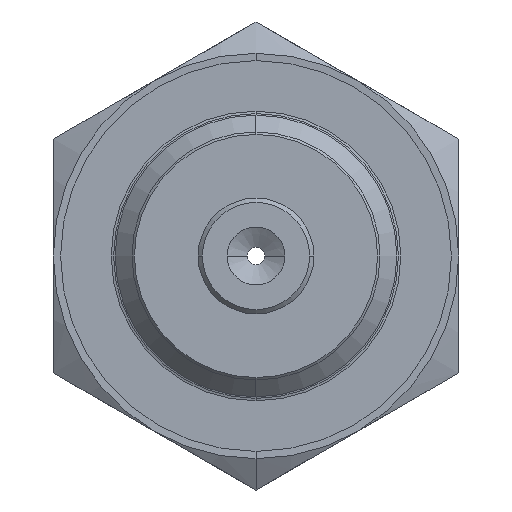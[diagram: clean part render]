
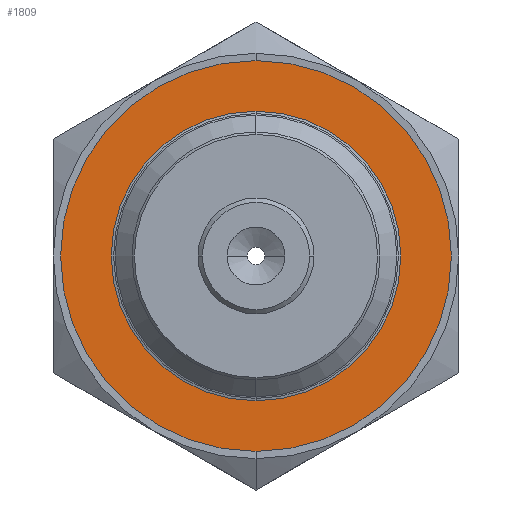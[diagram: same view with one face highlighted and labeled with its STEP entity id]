
A CAD part, left-side view. The second image highlights one B-rep face of the part: STEP entity #1809.
In plain terms, the highlighted face is planar.
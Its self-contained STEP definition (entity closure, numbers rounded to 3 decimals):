
#1704=CARTESIAN_POINT('',(0.,1.5,0.));
#1705=DIRECTION('',(0.,-1.,0.));
#1706=DIRECTION('',(0.,0.,-1.));
#1707=AXIS2_PLACEMENT_3D('',#1704,#1705,#1706);
#1709=CARTESIAN_POINT('',(0.,1.5,0.));
#1710=DIRECTION('',(0.,-1.,0.));
#1711=DIRECTION('',(0.,0.,1.));
#1712=AXIS2_PLACEMENT_3D('',#1709,#1710,#1711);
#1714=CARTESIAN_POINT('',(0.,1.5,0.));
#1715=DIRECTION('',(0.,1.,0.));
#1716=DIRECTION('',(0.,0.,-1.));
#1717=AXIS2_PLACEMENT_3D('',#1714,#1715,#1716);
#1719=CARTESIAN_POINT('',(0.,1.5,0.));
#1720=DIRECTION('',(0.,1.,0.));
#1721=DIRECTION('',(0.,0.,1.));
#1722=AXIS2_PLACEMENT_3D('',#1719,#1720,#1721);
#1740=CARTESIAN_POINT('',(0.,1.5,-5.));
#1741=CARTESIAN_POINT('',(0.,1.5,5.));
#1742=VERTEX_POINT('',#1740);
#1743=VERTEX_POINT('',#1741);
#1744=CARTESIAN_POINT('',(0.,1.5,-6.75));
#1745=CARTESIAN_POINT('',(0.,1.5,6.75));
#1746=VERTEX_POINT('',#1744);
#1747=VERTEX_POINT('',#1745);
#1794=CARTESIAN_POINT('',(0.,1.5,0.));
#1795=DIRECTION('',(0.,1.,0.));
#1796=DIRECTION('',(0.,0.,-1.));
#1797=AXIS2_PLACEMENT_3D('',#1794,#1795,#1796);
#1798=PLANE('',#1797);
#1800=ORIENTED_EDGE('',*,*,#1799,.F.);
#1802=ORIENTED_EDGE('',*,*,#1801,.F.);
#1803=EDGE_LOOP('',(#1800,#1802));
#1804=FACE_OUTER_BOUND('',#1803,.F.);
#1805=ORIENTED_EDGE('',*,*,#1774,.F.);
#1806=ORIENTED_EDGE('',*,*,#1788,.F.);
#1807=EDGE_LOOP('',(#1805,#1806));
#1808=FACE_BOUND('',#1807,.F.);
#1809=ADVANCED_FACE('',(#1804,#1808),#1798,.T.);
#1708=CIRCLE('',#1707,5.);
#1713=CIRCLE('',#1712,5.);
#1718=CIRCLE('',#1717,6.75);
#1723=CIRCLE('',#1722,6.75);
#1774=EDGE_CURVE('',#1742,#1743,#1708,.T.);
#1788=EDGE_CURVE('',#1743,#1742,#1713,.T.);
#1799=EDGE_CURVE('',#1746,#1747,#1718,.T.);
#1801=EDGE_CURVE('',#1747,#1746,#1723,.T.);
